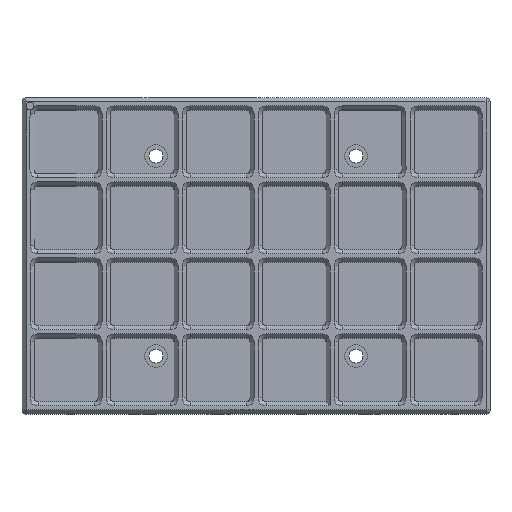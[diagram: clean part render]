
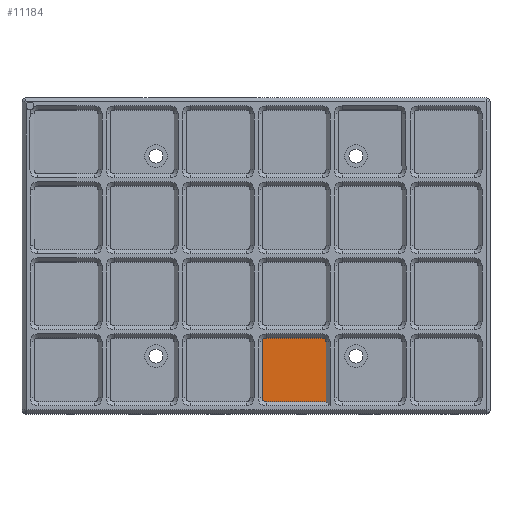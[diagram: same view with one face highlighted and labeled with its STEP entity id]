
A CAD part, top view. The second image highlights one B-rep face of the part: STEP entity #11184.
In plain terms, the highlighted planar face has unit normal (0, 0, 1).
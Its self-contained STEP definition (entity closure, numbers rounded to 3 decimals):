
#784=CIRCLE('',#11680,1.);
#785=CIRCLE('',#11683,1.);
#868=CIRCLE('',#11989,1.);
#1561=FACE_OUTER_BOUND('',#2259,.T.);
#2259=EDGE_LOOP('',(#9828,#9829,#9830,#9831,#9832,#9833,#9834));
#2800=LINE('',#16653,#3831);
#2803=LINE('',#16661,#3834);
#3302=LINE('',#20265,#4333);
#3305=LINE('',#20273,#4336);
#3831=VECTOR('',#13335,10.);
#3834=VECTOR('',#13344,10.);
#4333=VECTOR('',#14455,10.);
#4336=VECTOR('',#14466,10.);
#4939=VERTEX_POINT('',#16645);
#4940=VERTEX_POINT('',#16647);
#4941=VERTEX_POINT('',#16651);
#4942=VERTEX_POINT('',#16655);
#4943=VERTEX_POINT('',#16659);
#5386=VERTEX_POINT('',#20259);
#5387=VERTEX_POINT('',#20261);
#6147=EDGE_CURVE('',#4940,#4939,#784,.T.);
#6150=EDGE_CURVE('',#4939,#4941,#2800,.T.);
#6152=EDGE_CURVE('',#4941,#4942,#785,.T.);
#6154=EDGE_CURVE('',#4942,#4943,#2803,.T.);
#6934=EDGE_CURVE('',#5387,#5386,#868,.T.);
#6936=EDGE_CURVE('',#4943,#5387,#3302,.T.);
#6940=EDGE_CURVE('',#5386,#4940,#3305,.T.);
#9828=ORIENTED_EDGE('',*,*,#6934,.T.);
#9829=ORIENTED_EDGE('',*,*,#6940,.T.);
#9830=ORIENTED_EDGE('',*,*,#6147,.T.);
#9831=ORIENTED_EDGE('',*,*,#6150,.T.);
#9832=ORIENTED_EDGE('',*,*,#6152,.T.);
#9833=ORIENTED_EDGE('',*,*,#6154,.T.);
#9834=ORIENTED_EDGE('',*,*,#6936,.T.);
#10565=PLANE('',#11994);
#11184=ADVANCED_FACE('',(#1561),#10565,.T.);
#11680=AXIS2_PLACEMENT_3D('',#16648,#13329,#13330);
#11683=AXIS2_PLACEMENT_3D('',#16657,#13339,#13340);
#11989=AXIS2_PLACEMENT_3D('',#20262,#14450,#14451);
#11994=AXIS2_PLACEMENT_3D('',#20272,#14464,#14465);
#13329=DIRECTION('center_axis',(0.,0.,1.));
#13330=DIRECTION('ref_axis',(-0.707,0.707,0.));
#13335=DIRECTION('',(0.,-1.,0.));
#13339=DIRECTION('center_axis',(0.,0.,1.));
#13340=DIRECTION('ref_axis',(-0.707,-0.707,0.));
#13344=DIRECTION('',(1.,0.,0.));
#14450=DIRECTION('center_axis',(0.,0.,1.));
#14451=DIRECTION('ref_axis',(0.707,0.707,0.));
#14455=DIRECTION('',(0.,1.,0.));
#14464=DIRECTION('center_axis',(0.,0.,1.));
#14465=DIRECTION('ref_axis',(1.,0.,0.));
#14466=DIRECTION('',(-1.,0.,0.));
#16645=CARTESIAN_POINT('',(60.,18.,6.));
#16647=CARTESIAN_POINT('',(61.,19.,6.));
#16648=CARTESIAN_POINT('Origin',(61.,18.,6.));
#16651=CARTESIAN_POINT('',(60.,4.,6.));
#16653=CARTESIAN_POINT('',(60.,29.25,6.));
#16655=CARTESIAN_POINT('',(61.,3.,6.));
#16657=CARTESIAN_POINT('Origin',(61.,4.,6.));
#16659=CARTESIAN_POINT('',(76.,3.,6.));
#16661=CARTESIAN_POINT('',(0.,3.,6.));
#20259=CARTESIAN_POINT('',(75.,19.,6.));
#20261=CARTESIAN_POINT('',(76.,18.,6.));
#20262=CARTESIAN_POINT('Origin',(75.,18.,6.));
#20265=CARTESIAN_POINT('',(76.,21.25,6.));
#20272=CARTESIAN_POINT('Origin',(58.5,39.5,6.));
#20273=CARTESIAN_POINT('',(67.25,19.,6.));
